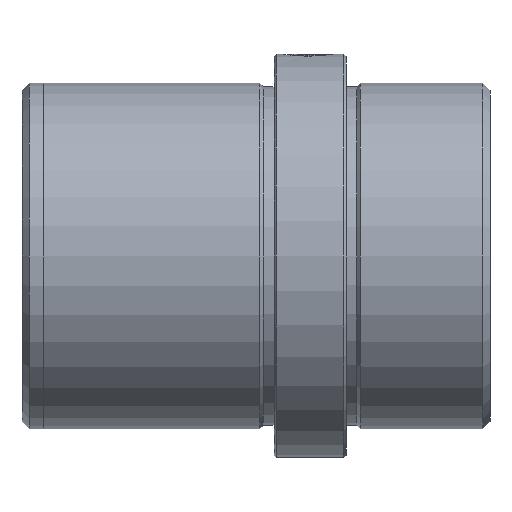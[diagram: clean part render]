
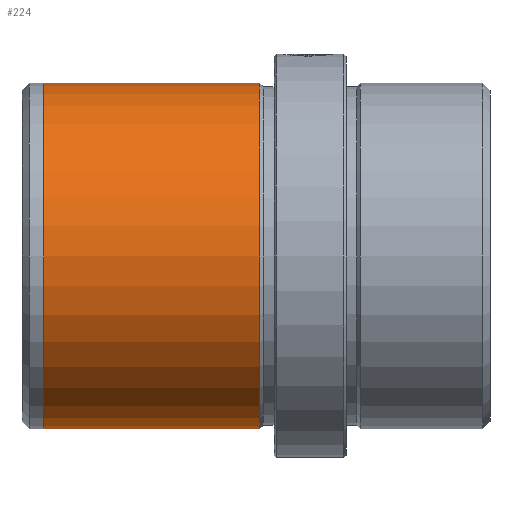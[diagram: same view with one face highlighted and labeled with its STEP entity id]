
A CAD part, left-side view. The second image highlights one B-rep face of the part: STEP entity #224.
In plain terms, the highlighted cylindrical face has radius 24 mm (diameter 48 mm), a partial arc.
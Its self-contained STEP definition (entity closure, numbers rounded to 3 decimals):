
#76 = VERTEX_POINT ( 'NONE', #1385 ) ;
#153 = DIRECTION ( 'NONE',  ( 0., 0., -1. ) ) ;
#224 = ADVANCED_FACE ( 'NONE', ( #1794 ), #508, .T. ) ;
#392 = CARTESIAN_POINT ( 'NONE',  ( 0., 0., -24. ) ) ;
#430 = ORIENTED_EDGE ( 'NONE', *, *, #1029, .F. ) ;
#467 = ORIENTED_EDGE ( 'NONE', *, *, #583, .T. ) ;
#508 = CYLINDRICAL_SURFACE ( 'NONE', #1979, 24. ) ;
#582 = CIRCLE ( 'NONE', #1671, 24. ) ;
#583 = EDGE_CURVE ( 'NONE', #1497, #76, #1068, .T. ) ;
#598 = CARTESIAN_POINT ( 'NONE',  ( 0., 0., 24. ) ) ;
#631 = VECTOR ( 'NONE', #1879, 1000. ) ;
#685 = LINE ( 'NONE', #598, #631 ) ;
#771 = DIRECTION ( 'NONE',  ( 0., -1., 0. ) ) ;
#868 = CARTESIAN_POINT ( 'NONE',  ( 0., 62., 0. ) ) ;
#887 = DIRECTION ( 'NONE',  ( 0., -1., 0. ) ) ;
#1029 = EDGE_CURVE ( 'NONE', #1497, #1219, #685, .T. ) ;
#1039 = DIRECTION ( 'NONE',  ( 0., 0., -1. ) ) ;
#1068 = CIRCLE ( 'NONE', #1938, 24. ) ;
#1087 = DIRECTION ( 'NONE',  ( 0., -1., 0. ) ) ;
#1101 = DIRECTION ( 'NONE',  ( 0., 0., -1. ) ) ;
#1219 = VERTEX_POINT ( 'NONE', #1236 ) ;
#1236 = CARTESIAN_POINT ( 'NONE',  ( 0., 32., 24. ) ) ;
#1264 = VECTOR ( 'NONE', #887, 1000. ) ;
#1385 = CARTESIAN_POINT ( 'NONE',  ( 0., 62., -24. ) ) ;
#1410 = ORIENTED_EDGE ( 'NONE', *, *, #1891, .T. ) ;
#1451 = EDGE_LOOP ( 'NONE', ( #430, #467, #1410, #1552 ) ) ;
#1497 = VERTEX_POINT ( 'NONE', #1854 ) ;
#1552 = ORIENTED_EDGE ( 'NONE', *, *, #1562, .F. ) ;
#1562 = EDGE_CURVE ( 'NONE', #1219, #1624, #582, .T. ) ;
#1581 = CARTESIAN_POINT ( 'NONE',  ( 0., 0., 0. ) ) ;
#1605 = CARTESIAN_POINT ( 'NONE',  ( 0., 32., -24. ) ) ;
#1624 = VERTEX_POINT ( 'NONE', #1605 ) ;
#1671 = AXIS2_PLACEMENT_3D ( 'NONE', #2059, #1087, #153 ) ;
#1690 = LINE ( 'NONE', #392, #1264 ) ;
#1794 = FACE_OUTER_BOUND ( 'NONE', #1451, .T. ) ;
#1854 = CARTESIAN_POINT ( 'NONE',  ( 0., 62., 24. ) ) ;
#1879 = DIRECTION ( 'NONE',  ( 0., -1., 0. ) ) ;
#1891 = EDGE_CURVE ( 'NONE', #76, #1624, #1690, .T. ) ;
#1938 = AXIS2_PLACEMENT_3D ( 'NONE', #868, #2008, #1039 ) ;
#1979 = AXIS2_PLACEMENT_3D ( 'NONE', #1581, #771, #1101 ) ;
#2008 = DIRECTION ( 'NONE',  ( 0., -1., 0. ) ) ;
#2059 = CARTESIAN_POINT ( 'NONE',  ( 0., 32., 0. ) ) ;
